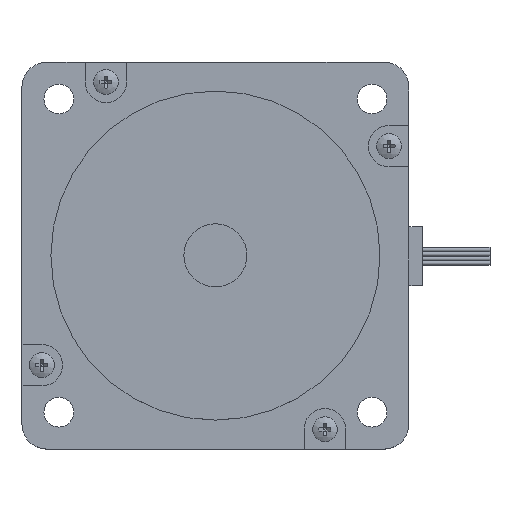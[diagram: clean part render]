
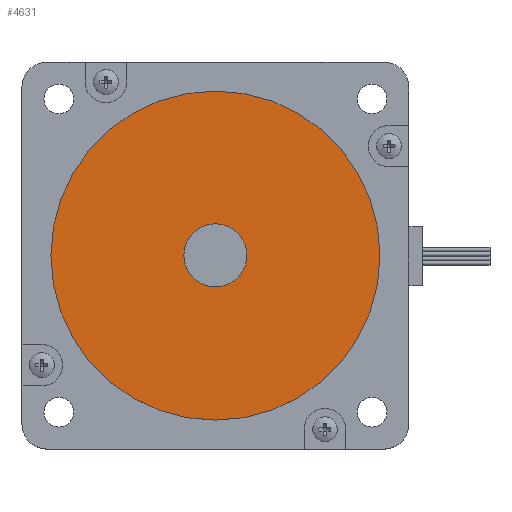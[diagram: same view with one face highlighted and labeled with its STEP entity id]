
A CAD part, top view. The second image highlights one B-rep face of the part: STEP entity #4631.
In plain terms, the highlighted planar face has unit normal (0, 0, 1).
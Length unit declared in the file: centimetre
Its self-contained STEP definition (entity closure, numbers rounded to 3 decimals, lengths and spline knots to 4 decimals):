
#102=PLANE('',#4996);
#326=FACE_OUTER_BOUND('',#649,.T.);
#649=EDGE_LOOP('',(#3199));
#1692=CIRCLE('',#4995,3.6513);
#2016=VERTEX_POINT('',#7271);
#2432=EDGE_CURVE('',#2016,#2016,#1692,.T.);
#3199=ORIENTED_EDGE('',*,*,#2432,.F.);
#4631=ADVANCED_FACE('',(#326),#102,.F.);
#4995=AXIS2_PLACEMENT_3D('',#7272,#5775,#5776);
#4996=AXIS2_PLACEMENT_3D('',#7273,#5777,#5778);
#5775=DIRECTION('center_axis',(0.,0.,-1.));
#5776=DIRECTION('ref_axis',(-1.,0.,0.));
#5777=DIRECTION('center_axis',(0.,0.,-1.));
#5778=DIRECTION('ref_axis',(-1.,0.,0.));
#7271=CARTESIAN_POINT('',(3.6513,0.,1.96));
#7272=CARTESIAN_POINT('Origin',(0.,0.,1.96));
#7273=CARTESIAN_POINT('Origin',(0.,0.,1.96));
